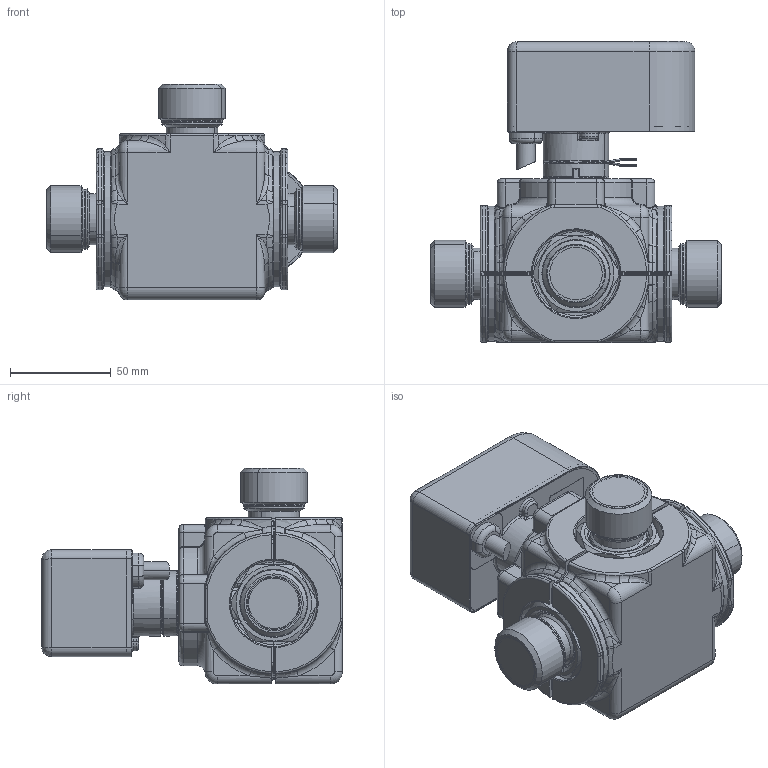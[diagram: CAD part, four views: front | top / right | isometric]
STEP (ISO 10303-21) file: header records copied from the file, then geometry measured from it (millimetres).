
FILE_DESCRIPTION(('CATIA V5 STEP Exchange','CAx-IF Rec.Pracs.--- Model Styling and Organization---1.4--- 2014-01-23','CAx-IF Rec.Pracs.---3D Tessellated Data Validation Properties---0.5---2014-09-14'),'2;1');
FILE_NAME('STEP_644562_-_TST.stp','2021-12-20T15:14:51+00:00',('none'),('none'),'CATIA Version 5-6 Release 2019 SP3','CATIA V5 STEP AP242 v1','none');
FILE_SCHEMA(('AP242_MANAGED_MODEL_BASED_3D_ENGINEERING_MIM_LF {1 0 10303 442 1 1 4}'));
Products named in the file (1): 644562 - TST
Bounding box: 144 x 149.1 x 107 mm (x, y, z)
Volume: 795181.9 mm3; surface area: 229897.2 mm2
Topology: 28 solids, 28 shells, 3032 faces, 7321 edges, 4238 vertices
Faces by surface type: cylinder 941, plane 661, bspline 609, torus 464, cone 217, sphere 118, extrusion 20, revolution 2
Entity records: 117989 total; most frequent: CARTESIAN_POINT 55716, ORIENTED_EDGE 14316, DIRECTION 8577, EDGE_CURVE 7158, AXIS2_PLACEMENT_3D 4373, VERTEX_POINT 4238, EDGE_LOOP 3150, ADVANCED_FACE 3032
